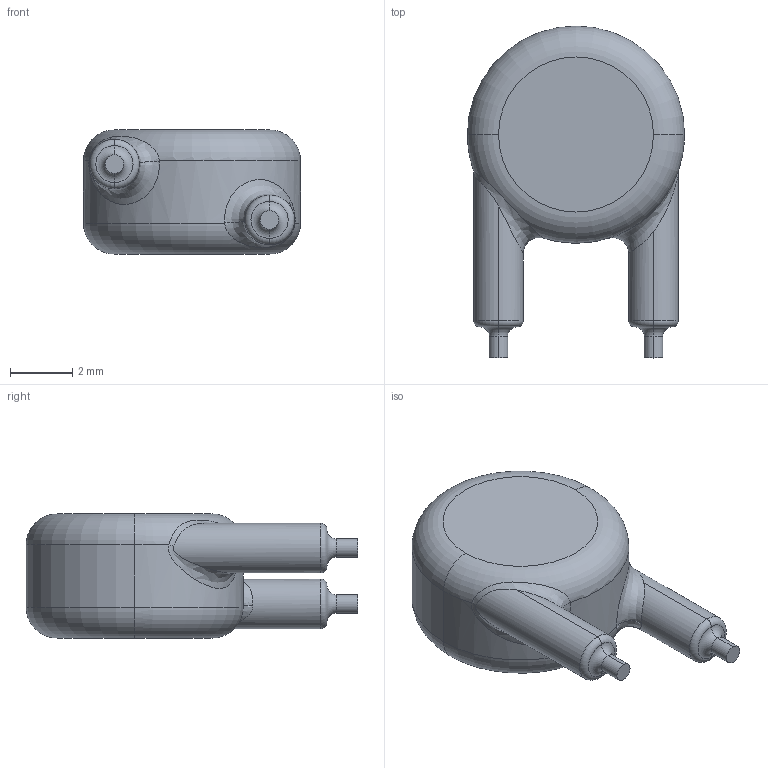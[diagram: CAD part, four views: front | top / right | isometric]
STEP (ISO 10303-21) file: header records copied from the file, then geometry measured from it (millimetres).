
FILE_DESCRIPTION (( 'STEP AP214' ), '1' );
FILE_NAME ('CAP D=10 P=5.2 B=4.STEP', '2012-12-10T12:25:43', ( 'Master' ), ( '' ), 'SwSTEP 2.0', 'SolidWorks 2010', '' );
FILE_SCHEMA (( 'AUTOMOTIVE_DESIGN' ));
Length unit declared in the file: millimetre
Products named in the file (1): CAP D=10 P=5.2 B=4
Bounding box: 7 x 10.7 x 4 mm (x, y, z)
Volume: 161.7 mm3; surface area: 183.8 mm2
Topology: 1 solids, 1 shells, 30 faces, 64 edges, 36 vertices
Faces by surface type: torus 12, cylinder 10, plane 4, bspline 4
Entity records: 2091 total; most frequent: CARTESIAN_POINT 1381, DIRECTION 148, ORIENTED_EDGE 128, AXIS2_PLACEMENT_3D 69, EDGE_CURVE 64, CIRCLE 42, VERTEX_POINT 36, FACE_OUTER_BOUND 30
